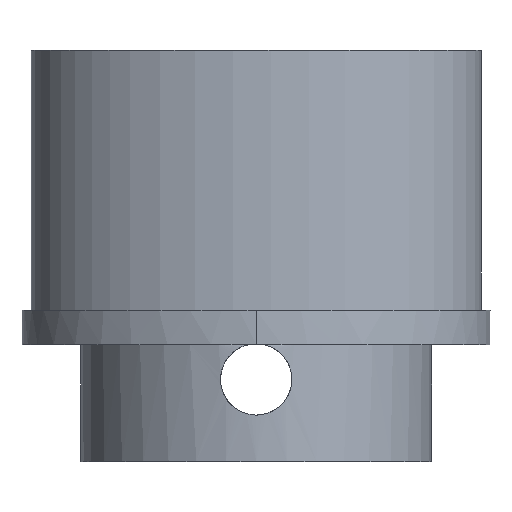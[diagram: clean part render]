
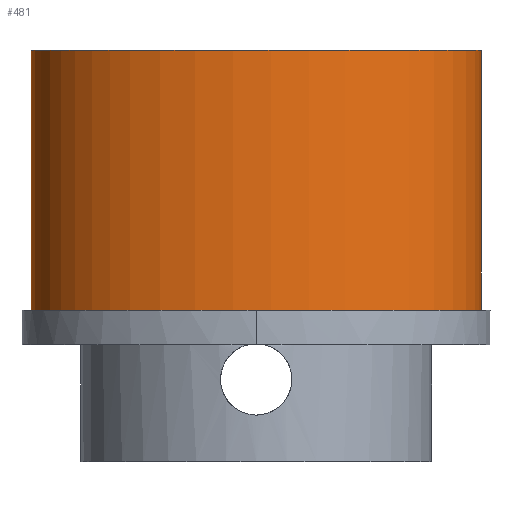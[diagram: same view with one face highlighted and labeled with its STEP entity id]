
A CAD part, left-side view. The second image highlights one B-rep face of the part: STEP entity #481.
In plain terms, the highlighted free-form (B-spline) face has degree [3, 1] with [27, 2] control points.
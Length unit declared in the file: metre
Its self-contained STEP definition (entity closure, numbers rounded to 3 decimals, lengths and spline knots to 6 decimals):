
#110=B_SPLINE_SURFACE_WITH_KNOTS('',3,1,((#687,#688),(#689,#690),(#691,
#692),(#693,#694),(#695,#696),(#697,#698),(#699,#700),(#701,#702),(#703,
#704),(#705,#706),(#707,#708),(#709,#710),(#711,#712),(#713,#714),(#715,
#716),(#717,#718),(#719,#720),(#721,#722),(#723,#724),(#725,#726),(#727,
#728),(#729,#730),(#731,#732),(#733,#734),(#735,#736),(#737,#738),(#739,
#740)),.SURF_OF_LINEAR_EXTRUSION.,.T.,.F.,.F.,(1,1,1,1,1,1,1,1,1,1,1,1,
1,1,1,1,1,1,1,1,1,1,1,1,1,1,1,1,1,1,1),(2,2),(-3.926991,-3.534292,
-3.337942,-3.141593,-2.945243,-2.748894,
-2.356194,-1.963495,-1.767146,-1.570796,
-1.374447,-1.178097,-0.785398,-0.392699,
-0.19635,0.,0.19635,0.392699,0.785398,
1.178097,1.374447,1.570796,1.767146,1.963495,
2.356194,2.748894,2.945243,3.141593,3.337942,
3.534292,3.926991),(0.,1.),.UNSPECIFIED.);
#114=ELLIPSE('',#525,0.010397,0.007277);
#115=ELLIPSE('',#526,0.010397,0.007277);
#118=ORIENTED_EDGE('',*,*,#246,.T.);
#119=ORIENTED_EDGE('',*,*,#245,.F.);
#245=EDGE_CURVE('',#309,#309,#114,.T.);
#246=EDGE_CURVE('',#310,#310,#115,.T.);
#309=VERTEX_POINT('',#686);
#310=VERTEX_POINT('',#742);
#366=EDGE_LOOP('',(#118));
#367=EDGE_LOOP('',(#119));
#415=FACE_BOUND('',#366,.T.);
#416=FACE_BOUND('',#367,.T.);
#481=ADVANCED_FACE('',(#415,#416),#110,.F.);
#525=AXIS2_PLACEMENT_3D('',#685,#568,#569);
#526=AXIS2_PLACEMENT_3D('',#741,#570,#571);
#568=DIRECTION('',(0.,0.,1.));
#569=DIRECTION('',(0.,-1.,0.));
#570=DIRECTION('',(0.,0.,1.));
#571=DIRECTION('',(0.,-1.,0.));
#685=CARTESIAN_POINT('',(0.,0.,0.012));
#686=CARTESIAN_POINT('',(0.,-0.010397,0.012));
#687=CARTESIAN_POINT('',(0.001314,0.010288,0.012));
#688=CARTESIAN_POINT('',(0.001314,0.010288,0.));
#689=CARTESIAN_POINT('',(0.,0.010452,0.012));
#690=CARTESIAN_POINT('',(0.,0.010452,0.));
#691=CARTESIAN_POINT('',(-0.001314,0.010288,0.012));
#692=CARTESIAN_POINT('',(-0.001314,0.010288,0.));
#693=CARTESIAN_POINT('',(-0.003145,0.009555,0.012));
#694=CARTESIAN_POINT('',(-0.003145,0.009555,0.));
#695=CARTESIAN_POINT('',(-0.005298,0.00757,0.012));
#696=CARTESIAN_POINT('',(-0.005298,0.00757,0.));
#697=CARTESIAN_POINT('',(-0.006688,0.004494,0.012));
#698=CARTESIAN_POINT('',(-0.006688,0.004494,0.));
#699=CARTESIAN_POINT('',(-0.0072,0.001878,0.012));
#700=CARTESIAN_POINT('',(-0.0072,0.001878,0.));
#701=CARTESIAN_POINT('',(-0.007315,0.,0.012));
#702=CARTESIAN_POINT('',(-0.007315,0.,0.));
#703=CARTESIAN_POINT('',(-0.0072,-0.001878,0.012));
#704=CARTESIAN_POINT('',(-0.0072,-0.001878,0.));
#705=CARTESIAN_POINT('',(-0.006688,-0.004494,0.012));
#706=CARTESIAN_POINT('',(-0.006688,-0.004494,0.));
#707=CARTESIAN_POINT('',(-0.005298,-0.00757,0.012));
#708=CARTESIAN_POINT('',(-0.005298,-0.00757,0.));
#709=CARTESIAN_POINT('',(-0.003145,-0.009555,0.012));
#710=CARTESIAN_POINT('',(-0.003145,-0.009555,0.));
#711=CARTESIAN_POINT('',(-0.001314,-0.010288,0.012));
#712=CARTESIAN_POINT('',(-0.001314,-0.010288,0.));
#713=CARTESIAN_POINT('',(0.,-0.010452,0.012));
#714=CARTESIAN_POINT('',(0.,-0.010452,0.));
#715=CARTESIAN_POINT('',(0.001314,-0.010288,0.012));
#716=CARTESIAN_POINT('',(0.001314,-0.010288,0.));
#717=CARTESIAN_POINT('',(0.003145,-0.009555,0.012));
#718=CARTESIAN_POINT('',(0.003145,-0.009555,0.));
#719=CARTESIAN_POINT('',(0.005298,-0.00757,0.012));
#720=CARTESIAN_POINT('',(0.005298,-0.00757,0.));
#721=CARTESIAN_POINT('',(0.006688,-0.004494,0.012));
#722=CARTESIAN_POINT('',(0.006688,-0.004494,0.));
#723=CARTESIAN_POINT('',(0.0072,-0.001878,0.012));
#724=CARTESIAN_POINT('',(0.0072,-0.001878,0.));
#725=CARTESIAN_POINT('',(0.007315,0.,0.012));
#726=CARTESIAN_POINT('',(0.007315,0.,0.));
#727=CARTESIAN_POINT('',(0.0072,0.001878,0.012));
#728=CARTESIAN_POINT('',(0.0072,0.001878,0.));
#729=CARTESIAN_POINT('',(0.006688,0.004494,0.012));
#730=CARTESIAN_POINT('',(0.006688,0.004494,0.));
#731=CARTESIAN_POINT('',(0.005298,0.00757,0.012));
#732=CARTESIAN_POINT('',(0.005298,0.00757,0.));
#733=CARTESIAN_POINT('',(0.003145,0.009555,0.012));
#734=CARTESIAN_POINT('',(0.003145,0.009555,0.));
#735=CARTESIAN_POINT('',(0.001314,0.010288,0.012));
#736=CARTESIAN_POINT('',(0.001314,0.010288,0.));
#737=CARTESIAN_POINT('',(0.,0.010452,0.012));
#738=CARTESIAN_POINT('',(0.,0.010452,0.));
#739=CARTESIAN_POINT('',(-0.001314,0.010288,0.012));
#740=CARTESIAN_POINT('',(-0.001314,0.010288,0.));
#741=CARTESIAN_POINT('',(0.,0.,0.));
#742=CARTESIAN_POINT('',(0.,-0.010397,0.));
